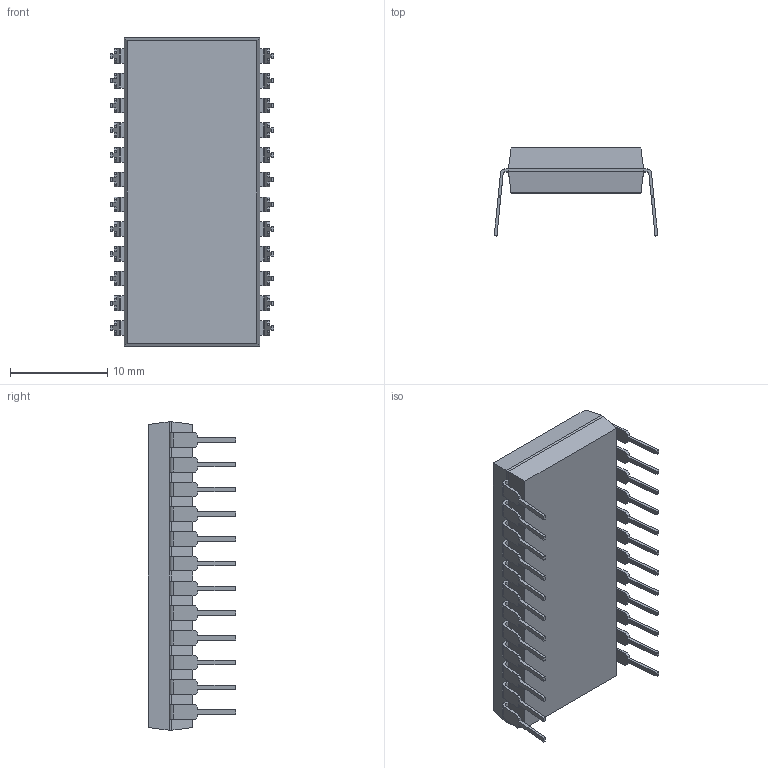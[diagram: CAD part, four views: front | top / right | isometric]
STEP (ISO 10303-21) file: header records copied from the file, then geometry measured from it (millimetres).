
FILE_DESCRIPTION (( 'STEP AP214' ), '1' );
FILE_NAME ('SOT101-1.STEP', '2020-09-28T19:44:59', ( '' ), ( '' ), 'SwSTEP 2.0', 'SolidWorks 2017', '' );
FILE_SCHEMA (( 'AUTOMOTIVE_DESIGN' ));
Length unit declared in the file: millimetre
Products named in the file (1): SOT101-1
Bounding box: 16.8 x 9 x 31.7 mm (x, y, z)
Volume: 2004.4 mm3; surface area: 1688.6 mm2
Topology: 25 solids, 25 shells, 402 faces, 1048 edges, 696 vertices
Faces by surface type: plane 353, cylinder 48, cone 1
Entity records: 12396 total; most frequent: CARTESIAN_POINT 2147, ORIENTED_EDGE 2096, DIRECTION 1952, EDGE_CURVE 1048, LINE 950, VECTOR 950, VERTEX_POINT 696, AXIS2_PLACEMENT_3D 501
